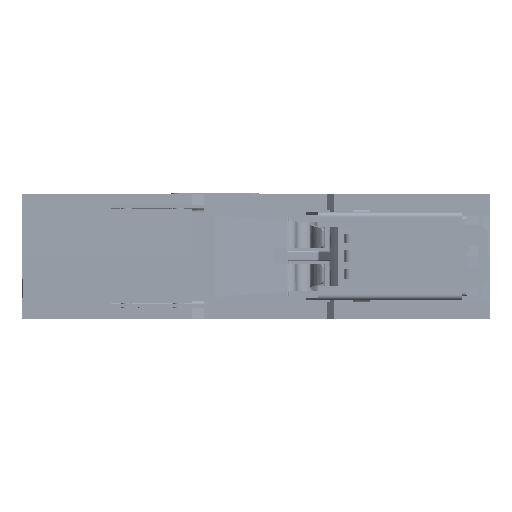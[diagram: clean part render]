
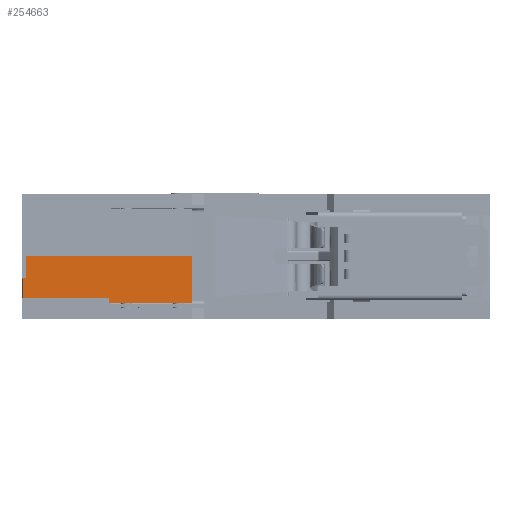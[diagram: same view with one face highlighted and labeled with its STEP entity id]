
A CAD part, left-side view. The second image highlights one B-rep face of the part: STEP entity #254663.
In plain terms, the highlighted face is planar.
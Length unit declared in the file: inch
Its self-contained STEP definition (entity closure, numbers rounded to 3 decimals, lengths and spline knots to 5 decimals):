
#2667 = CARTESIAN_POINT ( 'NONE',  ( 0.53593, 0.00468, 1.92446 ) ) ;
#11002 = ORIENTED_EDGE ( 'NONE', *, *, #181408, .F. ) ;
#11308 = ORIENTED_EDGE ( 'NONE', *, *, #33813, .T. ) ;
#13060 = EDGE_CURVE ( 'NONE', #107633, #93678, #191486, .T. ) ;
#25747 = CARTESIAN_POINT ( 'NONE',  ( 0.53593, 0.00468, 0.98536 ) ) ;
#33813 = EDGE_CURVE ( 'NONE', #289167, #107633, #293648, .T. ) ;
#46056 = VECTOR ( 'NONE', #108244, 39.37008 ) ;
#50707 = VERTEX_POINT ( 'NONE', #189023 ) ;
#62061 = CARTESIAN_POINT ( 'NONE',  ( 0.24409, 0.00213, 0.00213 ) ) ;
#63339 = LINE ( 'NONE', #146372, #222024 ) ;
#64573 = VECTOR ( 'NONE', #125530, 39.37008 ) ;
#67081 = ORIENTED_EDGE ( 'NONE', *, *, #87253, .F. ) ;
#71516 = CARTESIAN_POINT ( 'NONE',  ( 0.00039, 0., 0.04425 ) ) ;
#73740 = DIRECTION ( 'NONE',  ( 1., 0.009, -0.009 ) ) ;
#76789 = LINE ( 'NONE', #71516, #239333 ) ;
#79658 = ORIENTED_EDGE ( 'NONE', *, *, #171936, .F. ) ;
#81584 = LINE ( 'NONE', #104961, #117341 ) ;
#87253 = EDGE_CURVE ( 'NONE', #117312, #94255, #132122, .T. ) ;
#93678 = VERTEX_POINT ( 'NONE', #25747 ) ;
#94255 = VERTEX_POINT ( 'NONE', #220851 ) ;
#94493 = CARTESIAN_POINT ( 'NONE',  ( 0., 0., 0. ) ) ;
#104961 = CARTESIAN_POINT ( 'NONE',  ( 0.53593, 0.00468, 0. ) ) ;
#106083 = AXIS2_PLACEMENT_3D ( 'NONE', #94493, #247382, #243038 ) ;
#107633 = VERTEX_POINT ( 'NONE', #237650 ) ;
#108244 = DIRECTION ( 'NONE',  ( 1., 0.009, 0.009 ) ) ;
#109656 = CARTESIAN_POINT ( 'NONE',  ( 0.47558, 0.00415, 0.98431 ) ) ;
#117312 = VERTEX_POINT ( 'NONE', #123898 ) ;
#117341 = VECTOR ( 'NONE', #282354, 39.37008 ) ;
#119744 = DIRECTION ( 'NONE',  ( 0., 0., 1. ) ) ;
#123898 = CARTESIAN_POINT ( 'NONE',  ( 0., 0., 0.04426 ) ) ;
#125530 = DIRECTION ( 'NONE',  ( 0., 0., 1. ) ) ;
#126386 = ORIENTED_EDGE ( 'NONE', *, *, #226050, .T. ) ;
#132122 = LINE ( 'NONE', #224106, #64573 ) ;
#138478 = VERTEX_POINT ( 'NONE', #62061 ) ;
#146372 = CARTESIAN_POINT ( 'NONE',  ( 0.24409, 0.00213, 0. ) ) ;
#147424 = CARTESIAN_POINT ( 'NONE',  ( 0.47244, 0.00412, 0. ) ) ;
#154865 = EDGE_CURVE ( 'NONE', #94255, #207275, #254719, .T. ) ;
#159760 = VECTOR ( 'NONE', #73740, 39.37008 ) ;
#166720 = VECTOR ( 'NONE', #326994, 39.37008 ) ;
#171936 = EDGE_CURVE ( 'NONE', #50707, #117312, #76789, .T. ) ;
#173874 = CARTESIAN_POINT ( 'NONE',  ( 0.47244, 0.00412, 0.00412 ) ) ;
#181408 = EDGE_CURVE ( 'NONE', #207275, #93678, #81584, .T. ) ;
#189023 = CARTESIAN_POINT ( 'NONE',  ( 0.24409, 0.00213, 0.04213 ) ) ;
#191486 = LINE ( 'NONE', #109656, #322392 ) ;
#204841 = LINE ( 'NONE', #260054, #46056 ) ;
#207275 = VERTEX_POINT ( 'NONE', #2667 ) ;
#217167 = EDGE_CURVE ( 'NONE', #138478, #50707, #63339, .T. ) ;
#220851 = CARTESIAN_POINT ( 'NONE',  ( 0., 0., 1.92913 ) ) ;
#222024 = VECTOR ( 'NONE', #119744, 39.37008 ) ;
#222490 = ORIENTED_EDGE ( 'NONE', *, *, #217167, .F. ) ;
#224106 = CARTESIAN_POINT ( 'NONE',  ( 0., 0., 0. ) ) ;
#225572 = DIRECTION ( 'NONE',  ( -1., -0.009, 0.009 ) ) ;
#226050 = EDGE_CURVE ( 'NONE', #138478, #289167, #204841, .T. ) ;
#233771 = DIRECTION ( 'NONE',  ( 1., 0.009, 0.017 ) ) ;
#237650 = CARTESIAN_POINT ( 'NONE',  ( 0.47244, 0.00412, 0.98425 ) ) ;
#239333 = VECTOR ( 'NONE', #225572, 39.37008 ) ;
#243038 = DIRECTION ( 'NONE',  ( 1., 0.009, 0. ) ) ;
#245912 = FACE_OUTER_BOUND ( 'NONE', #270009, .T. ) ;
#247382 = DIRECTION ( 'NONE',  ( 0.009, -1., 0. ) ) ;
#254663 = ADVANCED_FACE ( 'NONE', ( #245912 ), #320831, .T. ) ;
#254719 = LINE ( 'NONE', #301149, #159760 ) ;
#260054 = CARTESIAN_POINT ( 'NONE',  ( 0., 0., 0. ) ) ;
#270009 = EDGE_LOOP ( 'NONE', ( #67081, #79658, #222490, #126386, #11308, #283838, #11002, #286807 ) ) ;
#282354 = DIRECTION ( 'NONE',  ( 0., 0., -1. ) ) ;
#283838 = ORIENTED_EDGE ( 'NONE', *, *, #13060, .T. ) ;
#286807 = ORIENTED_EDGE ( 'NONE', *, *, #154865, .F. ) ;
#289167 = VERTEX_POINT ( 'NONE', #173874 ) ;
#293648 = LINE ( 'NONE', #147424, #166720 ) ;
#301149 = CARTESIAN_POINT ( 'NONE',  ( 0., 0., 1.92913 ) ) ;
#320831 = PLANE ( 'NONE',  #106083 ) ;
#322392 = VECTOR ( 'NONE', #233771, 39.37008 ) ;
#326994 = DIRECTION ( 'NONE',  ( 0., 0., 1. ) ) ;
